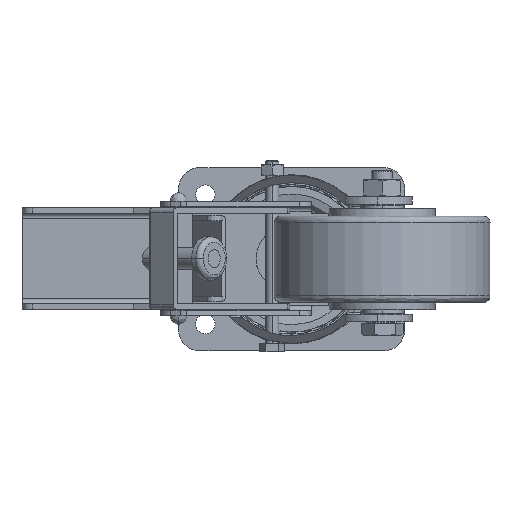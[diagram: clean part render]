
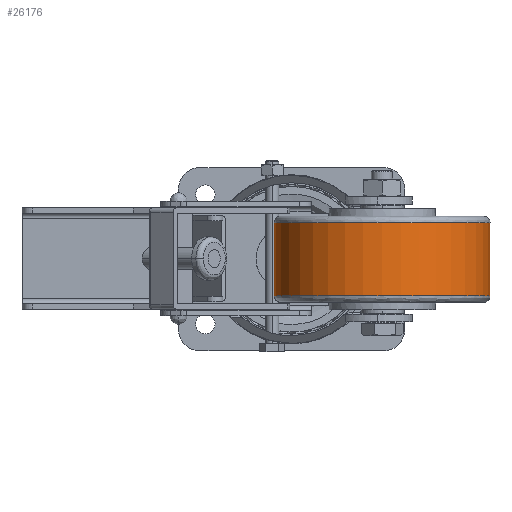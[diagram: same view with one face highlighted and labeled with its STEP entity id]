
A CAD part, front view. The second image highlights one B-rep face of the part: STEP entity #26176.
In plain terms, the highlighted cylindrical face has radius 50 mm (diameter 100 mm), a partial arc.
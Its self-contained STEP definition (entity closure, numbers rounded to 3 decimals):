
#902 = ORIENTED_EDGE ( 'NONE', *, *, #1399, .T. ) ;
#1396 = CARTESIAN_POINT ( 'NONE',  ( -65.5, -97., -0.005 ) ) ;
#1399 = EDGE_CURVE ( 'NONE', #30003, #38573, #33190, .T. ) ;
#1762 = DIRECTION ( 'NONE',  ( 0., 0., -1. ) ) ;
#2164 = CARTESIAN_POINT ( 'NONE',  ( -165.499, -97., 17. ) ) ;
#2806 = VERTEX_POINT ( 'NONE', #33463 ) ;
#3971 = DIRECTION ( 'NONE',  ( 0., 0., 1. ) ) ;
#4420 = AXIS2_PLACEMENT_3D ( 'NONE', #12013, #1762, #17440 ) ;
#8902 = CARTESIAN_POINT ( 'NONE',  ( -165.501, -97., -17. ) ) ;
#10197 = EDGE_CURVE ( 'NONE', #23502, #2806, #37409, .T. ) ;
#10511 = DIRECTION ( 'NONE',  ( 0., 0., 1. ) ) ;
#12013 = CARTESIAN_POINT ( 'NONE',  ( -115.499, -97., 16.998 ) ) ;
#17248 = ORIENTED_EDGE ( 'NONE', *, *, #10197, .T. ) ;
#17440 = DIRECTION ( 'NONE',  ( 1., 0., 0. ) ) ;
#18055 = ORIENTED_EDGE ( 'NONE', *, *, #42225, .T. ) ;
#18306 = FACE_OUTER_BOUND ( 'NONE', #20817, .T. ) ;
#19702 = CARTESIAN_POINT ( 'NONE',  ( -165.5, -97., 0. ) ) ;
#20263 = VECTOR ( 'NONE', #64399, 1000. ) ;
#20817 = EDGE_LOOP ( 'NONE', ( #17248, #30370, #902, #18055 ) ) ;
#23502 = VERTEX_POINT ( 'NONE', #35268 ) ;
#26176 = ADVANCED_FACE ( 'NONE', ( #18306 ), #64673, .T. ) ;
#30003 = VERTEX_POINT ( 'NONE', #2164 ) ;
#30138 = CARTESIAN_POINT ( 'NONE',  ( -115.501, -97., -17.002 ) ) ;
#30370 = ORIENTED_EDGE ( 'NONE', *, *, #39132, .T. ) ;
#33190 = LINE ( 'NONE', #19702, #57615 ) ;
#33463 = CARTESIAN_POINT ( 'NONE',  ( -65.499, -97., 16.995 ) ) ;
#34332 = DIRECTION ( 'NONE',  ( 0., 0., -1. ) ) ;
#34729 = DIRECTION ( 'NONE',  ( 1., 0., 0. ) ) ;
#35268 = CARTESIAN_POINT ( 'NONE',  ( -65.501, -97., -17.005 ) ) ;
#35306 = CIRCLE ( 'NONE', #59541, 50. ) ;
#35905 = CIRCLE ( 'NONE', #4420, 50. ) ;
#37409 = LINE ( 'NONE', #1396, #20263 ) ;
#38573 = VERTEX_POINT ( 'NONE', #8902 ) ;
#39132 = EDGE_CURVE ( 'NONE', #2806, #30003, #35905, .T. ) ;
#40378 = AXIS2_PLACEMENT_3D ( 'NONE', #41079, #10511, #62156 ) ;
#41079 = CARTESIAN_POINT ( 'NONE',  ( -115.5, -97., -0.002 ) ) ;
#42225 = EDGE_CURVE ( 'NONE', #38573, #23502, #35306, .T. ) ;
#57615 = VECTOR ( 'NONE', #34332, 1000. ) ;
#59541 = AXIS2_PLACEMENT_3D ( 'NONE', #30138, #3971, #34729 ) ;
#62156 = DIRECTION ( 'NONE',  ( 1., 0., 0. ) ) ;
#64399 = DIRECTION ( 'NONE',  ( 0., 0., 1. ) ) ;
#64673 = CYLINDRICAL_SURFACE ( 'NONE', #40378, 50. ) ;
